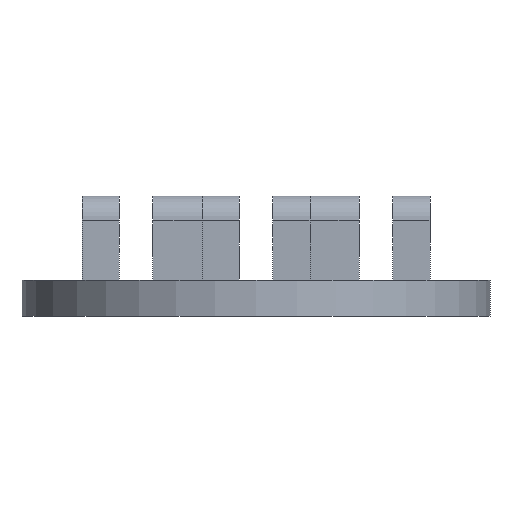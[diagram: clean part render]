
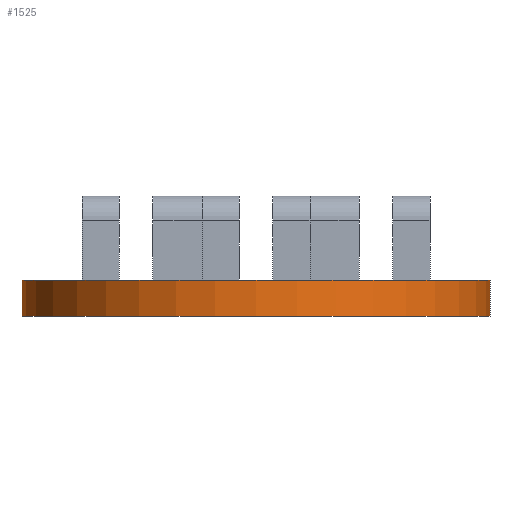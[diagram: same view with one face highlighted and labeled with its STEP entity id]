
A CAD part, front view. The second image highlights one B-rep face of the part: STEP entity #1525.
In plain terms, the highlighted cylindrical face has radius 19.5 mm (diameter 39 mm), a full revolution.
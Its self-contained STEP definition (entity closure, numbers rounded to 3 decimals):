
#173=FACE_OUTER_BOUND('',#272,.T.);
#272=EDGE_LOOP('',(#1356,#1357,#1358,#1359));
#437=LINE('',#2539,#586);
#586=VECTOR('',#2109,19.5);
#647=CIRCLE('',#1679,19.5);
#648=CIRCLE('',#1680,19.5);
#783=VERTEX_POINT('',#2536);
#784=VERTEX_POINT('',#2538);
#993=EDGE_CURVE('',#783,#783,#647,.T.);
#994=EDGE_CURVE('',#783,#784,#437,.T.);
#995=EDGE_CURVE('',#784,#784,#648,.T.);
#1356=ORIENTED_EDGE('',*,*,#993,.F.);
#1357=ORIENTED_EDGE('',*,*,#994,.T.);
#1358=ORIENTED_EDGE('',*,*,#995,.T.);
#1359=ORIENTED_EDGE('',*,*,#994,.F.);
#1448=CYLINDRICAL_SURFACE('',#1678,19.5);
#1525=ADVANCED_FACE('',(#173),#1448,.T.);
#1678=AXIS2_PLACEMENT_3D('',#2535,#2105,#2106);
#1679=AXIS2_PLACEMENT_3D('',#2537,#2107,#2108);
#1680=AXIS2_PLACEMENT_3D('',#2540,#2110,#2111);
#2105=DIRECTION('center_axis',(0.,0.,1.));
#2106=DIRECTION('ref_axis',(1.,0.,0.));
#2107=DIRECTION('center_axis',(0.,0.,1.));
#2108=DIRECTION('ref_axis',(1.,0.,0.));
#2109=DIRECTION('',(0.,0.,-1.));
#2110=DIRECTION('center_axis',(0.,0.,1.));
#2111=DIRECTION('ref_axis',(1.,0.,0.));
#2535=CARTESIAN_POINT('Origin',(0.,0.,0.));
#2536=CARTESIAN_POINT('',(-19.5,0.,3.));
#2537=CARTESIAN_POINT('Origin',(0.,0.,3.));
#2538=CARTESIAN_POINT('',(-19.5,0.,0.));
#2539=CARTESIAN_POINT('',(-19.5,0.,0.));
#2540=CARTESIAN_POINT('Origin',(0.,0.,0.));
